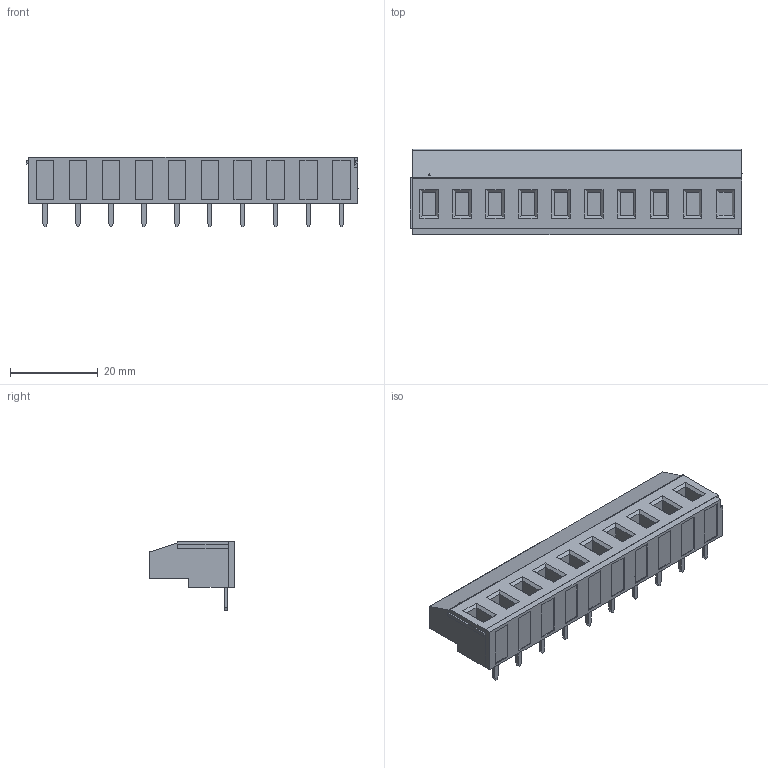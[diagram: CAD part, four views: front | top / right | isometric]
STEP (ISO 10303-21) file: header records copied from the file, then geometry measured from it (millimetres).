
FILE_DESCRIPTION (( 'STEP AP214' ), '1' );
FILE_NAME ('DG129R-7.5-10P-14-00AH.STEP', '2021-01-12T21:18:48', ( '' ), ( '' ), 'SwSTEP 2.0', 'SolidWorks 2020', '' );
FILE_SCHEMA (( 'AUTOMOTIVE_DESIGN' ));
Length unit declared in the file: millimetre
Products named in the file (1): DG129R-7.5-10P-14-00AH
Bounding box: 75.6 x 19.5 x 15.9 mm (x, y, z)
Volume: 11902.1 mm3; surface area: 6888.4 mm2
Topology: 1 solids, 1 shells, 919 faces, 2335 edges, 1514 vertices
Faces by surface type: plane 555, bspline 197, cylinder 99, torus 50, cone 18
Entity records: 42859 total; most frequent: CARTESIAN_POINT 15822, ORIENTED_EDGE 4670, DIRECTION 3743, EDGE_CURVE 2335, VECTOR 1545, LINE 1545, VERTEX_POINT 1514, AXIS2_PLACEMENT_3D 1099
